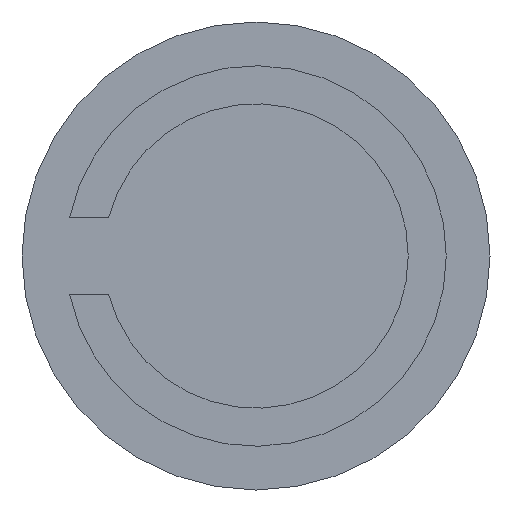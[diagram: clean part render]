
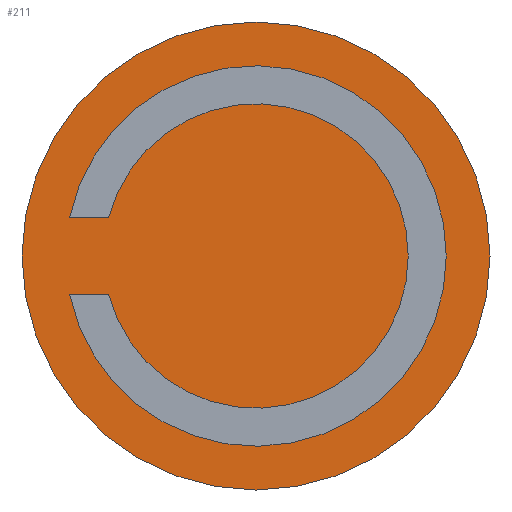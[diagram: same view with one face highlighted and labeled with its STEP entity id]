
A CAD part, front view. The second image highlights one B-rep face of the part: STEP entity #211.
In plain terms, the highlighted planar face has unit normal (0, -1, 0).
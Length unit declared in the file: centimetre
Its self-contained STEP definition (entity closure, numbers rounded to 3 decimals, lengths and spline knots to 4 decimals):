
#93=CARTESIAN_POINT('',(-0.4899,0.,0.1));
#94=VERTEX_POINT('',#93);
#103=CARTESIAN_POINT('',(-0.3873,0.,0.1));
#104=VERTEX_POINT('',#103);
#105=CARTESIAN_POINT('',(12344.7361,0.,0.1));
#106=DIRECTION('',(-1.,0.,0.));
#107=VECTOR('',#106,24690.);
#108=LINE('',#105,#107);
#109=EDGE_CURVE('',#104,#94,#108,.T.);
#135=CARTESIAN_POINT('',(-0.4899,0.,-0.1));
#136=VERTEX_POINT('',#135);
#151=CARTESIAN_POINT('',(-0.3873,0.,-0.1));
#152=VERTEX_POINT('',#151);
#159=CARTESIAN_POINT('',(-12346.2556,0.,-0.1));
#160=DIRECTION('',(1.,0.,-0.));
#161=VECTOR('',#160,24690.);
#162=LINE('',#159,#161);
#163=EDGE_CURVE('',#136,#152,#162,.T.);
#168=CARTESIAN_POINT('',(0.,0.,0.));
#169=DIRECTION('',(0.,1.,0.));
#170=DIRECTION('',(0.,0.,1.));
#171=AXIS2_PLACEMENT_3D('',#168,#169,#170);
#172=PLANE('',#171);
#173=CARTESIAN_POINT('',(0.,0.,0.));
#174=DIRECTION('',(-0.,1.,0.));
#175=DIRECTION('',(1.,0.,0.));
#176=AXIS2_PLACEMENT_3D('',#173,#174,#175);
#177=CIRCLE('',#176,0.5);
#178=EDGE_CURVE('',#94,#136,#177,.T.);
#179=ORIENTED_EDGE('',*,*,#178,.T.);
#180=ORIENTED_EDGE('',*,*,#163,.T.);
#181=CARTESIAN_POINT('',(0.,0.,0.));
#182=DIRECTION('',(0.,-1.,0.));
#183=DIRECTION('',(1.,0.,0.));
#184=AXIS2_PLACEMENT_3D('',#181,#182,#183);
#185=CIRCLE('',#184,0.4);
#186=EDGE_CURVE('',#152,#104,#185,.T.);
#187=ORIENTED_EDGE('',*,*,#186,.T.);
#188=ORIENTED_EDGE('',*,*,#109,.T.);
#189=EDGE_LOOP('',(#179,#180,#187,#188));
#190=FACE_BOUND('',#189,.T.);
#191=CARTESIAN_POINT('',(-0.615,0.,-0.));
#192=VERTEX_POINT('',#191);
#193=CARTESIAN_POINT('',(0.615,0.,0.));
#194=VERTEX_POINT('',#193);
#195=CARTESIAN_POINT('',(0.,0.,0.));
#196=DIRECTION('',(-0.,1.,0.));
#197=DIRECTION('',(1.,0.,0.));
#198=AXIS2_PLACEMENT_3D('',#195,#196,#197);
#199=CIRCLE('',#198,0.615);
#200=EDGE_CURVE('',#192,#194,#199,.T.);
#201=ORIENTED_EDGE('',*,*,#200,.F.);
#202=CARTESIAN_POINT('',(0.,0.,0.));
#203=DIRECTION('',(-0.,1.,0.));
#204=DIRECTION('',(1.,0.,0.));
#205=AXIS2_PLACEMENT_3D('',#202,#203,#204);
#206=CIRCLE('',#205,0.615);
#207=EDGE_CURVE('',#194,#192,#206,.T.);
#208=ORIENTED_EDGE('',*,*,#207,.F.);
#209=EDGE_LOOP('',(#201,#208));
#210=FACE_BOUND('',#209,.T.);
#211=ADVANCED_FACE('',(#190,#210),#172,.F.);
